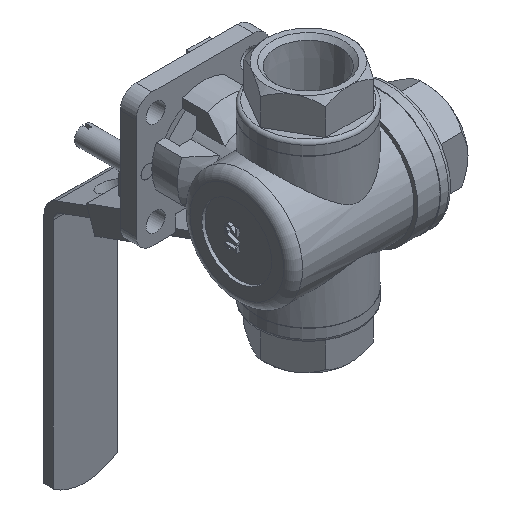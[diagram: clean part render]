
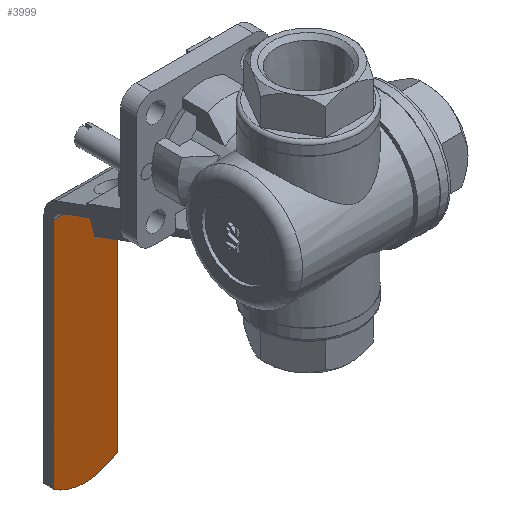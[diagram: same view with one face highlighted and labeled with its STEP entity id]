
A CAD part, isometric view. The second image highlights one B-rep face of the part: STEP entity #3999.
In plain terms, the highlighted planar face has unit normal (0, -1, 0).
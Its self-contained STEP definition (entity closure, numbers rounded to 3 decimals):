
#318=CIRCLE('',#4408,17.);
#1224=ORIENTED_EDGE('',*,*,#1867,.T.);
#1225=ORIENTED_EDGE('',*,*,#1923,.T.);
#1226=ORIENTED_EDGE('',*,*,#1890,.T.);
#1227=ORIENTED_EDGE('',*,*,#1924,.T.);
#1867=EDGE_CURVE('',#2297,#2296,#2619,.T.);
#1890=EDGE_CURVE('',#2314,#2313,#2637,.T.);
#1923=EDGE_CURVE('',#2296,#2314,#318,.F.);
#1924=EDGE_CURVE('',#2313,#2297,#2665,.T.);
#2296=VERTEX_POINT('',#6762);
#2297=VERTEX_POINT('',#6764);
#2313=VERTEX_POINT('',#6806);
#2314=VERTEX_POINT('',#6808);
#2619=LINE('',#6763,#2969);
#2637=LINE('',#6807,#2987);
#2665=LINE('',#6870,#3015);
#2969=VECTOR('',#5293,1000.);
#2987=VECTOR('',#5329,1000.);
#3015=VECTOR('',#5383,1000.);
#3319=EDGE_LOOP('',(#1224,#1225,#1226,#1227));
#3617=FACE_BOUND('',#3319,.T.);
#3784=PLANE('',#4407);
#3999=ADVANCED_FACE('',(#3617),#3784,.F.);
#4407=AXIS2_PLACEMENT_3D('',#6868,#5379,#5380);
#4408=AXIS2_PLACEMENT_3D('',#6869,#5381,#5382);
#5293=DIRECTION('',(0.,0.,-1.));
#5329=DIRECTION('',(0.,0.,1.));
#5379=DIRECTION('',(0.,1.,0.));
#5380=DIRECTION('',(0.,0.,1.));
#5381=DIRECTION('',(0.,1.,0.));
#5382=DIRECTION('',(0.,0.,1.));
#5383=DIRECTION('',(-1.,0.,0.));
#6762=CARTESIAN_POINT('',(-10.,32.,-108.748));
#6763=CARTESIAN_POINT('',(-10.,32.,-33.25));
#6764=CARTESIAN_POINT('',(-10.,32.,-35.351));
#6806=CARTESIAN_POINT('',(10.,32.,-35.351));
#6807=CARTESIAN_POINT('',(10.,32.,-33.25));
#6808=CARTESIAN_POINT('',(10.,32.,-108.748));
#6868=CARTESIAN_POINT('',(38.5,32.,-33.25));
#6869=CARTESIAN_POINT('',(0.,32.,-95.));
#6870=CARTESIAN_POINT('',(13.,32.,-35.351));
